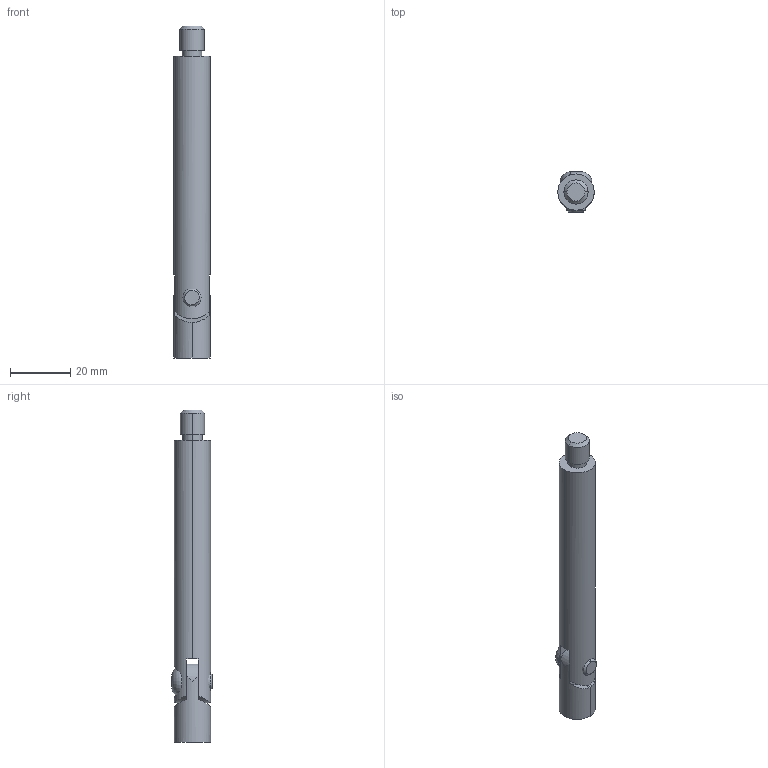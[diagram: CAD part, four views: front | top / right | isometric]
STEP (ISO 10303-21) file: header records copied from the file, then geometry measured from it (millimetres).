
FILE_DESCRIPTION (( 'STEP AP203' ), '1' );
FILE_NAME ('A_0812-100.STEP', '2019-01-18T09:47:49', ( '' ), ( '' ), 'SwSTEP 2.0', 'SolidWorks 2018', '' );
FILE_SCHEMA (( 'CONFIG_CONTROL_DESIGN' ));
Length unit declared in the file: millimetre
Products named in the file (4): A_0812-100.P1; SKRUTKA stn iso 7380_M6x10; A_0812-100.P2; A_0812-100
Assembly tree (3 placements, depth 2):
  A_0812-100
    A_0812-100.P1
    A_0812-100.P2
    SKRUTKA stn iso 7380_M6x10
Bounding box: 12 x 13.3 x 110 mm (x, y, z)
Volume: 11322.6 mm3; surface area: 5655.7 mm2
Topology: 3 solids, 3 shells, 67 faces, 155 edges, 95 vertices
Faces by surface type: cylinder 27, plane 24, cone 14, torus 2
Entity records: 2534 total; most frequent: CARTESIAN_POINT 604, DIRECTION 338, ORIENTED_EDGE 302, EDGE_CURVE 151, AXIS2_PLACEMENT_3D 137, VERTEX_POINT 95, EDGE_LOOP 78, ADVANCED_FACE 67
